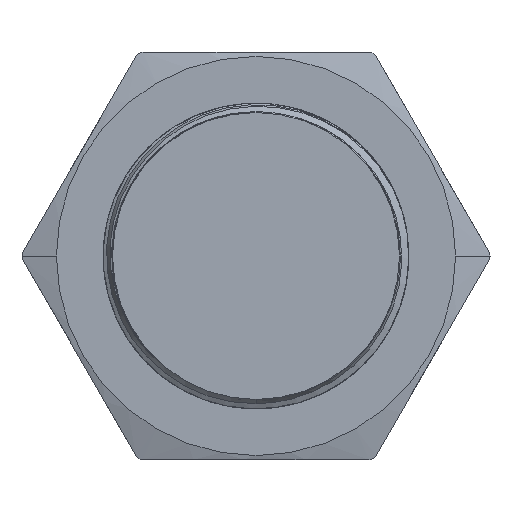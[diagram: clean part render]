
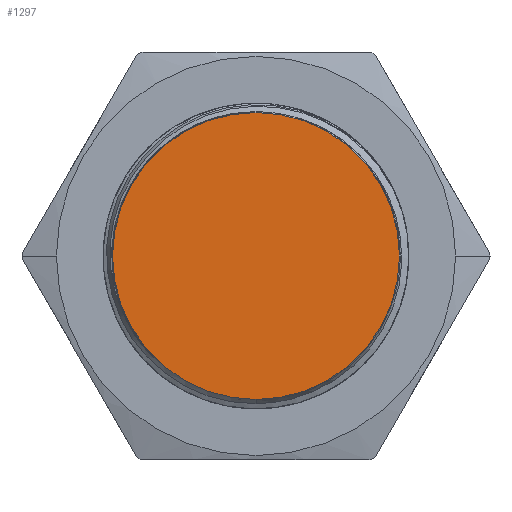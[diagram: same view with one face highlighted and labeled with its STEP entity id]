
A CAD part, front view. The second image highlights one B-rep face of the part: STEP entity #1297.
In plain terms, the highlighted planar face has unit normal (0, -1, 0).
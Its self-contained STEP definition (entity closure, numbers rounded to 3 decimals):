
#630=CIRCLE('',#14114,8.45);
#631=CIRCLE('',#14115,8.45);
#1297=ADVANCED_FACE('',(#2468),#1967,.F.);
#1967=PLANE('',#14116);
#2468=FACE_OUTER_BOUND('',#3176,.T.);
#3176=EDGE_LOOP('',(#7594,#7595));
#7594=ORIENTED_EDGE('',*,*,#11630,.F.);
#7595=ORIENTED_EDGE('',*,*,#11631,.F.);
#9774=VERTEX_POINT('',#21941);
#9775=VERTEX_POINT('',#21942);
#11630=EDGE_CURVE('',#9774,#9775,#630,.T.);
#11631=EDGE_CURVE('',#9775,#9774,#631,.T.);
#14114=AXIS2_PLACEMENT_3D('',#21940,#16436,#16437);
#14115=AXIS2_PLACEMENT_3D('',#21943,#16438,#16439);
#14116=AXIS2_PLACEMENT_3D('',#21944,#16440,#16441);
#16436=DIRECTION('',(0.,1.,0.));
#16437=DIRECTION('',(0.,0.,-1.));
#16438=DIRECTION('',(0.,1.,0.));
#16439=DIRECTION('',(0.,0.,1.));
#16440=DIRECTION('',(0.,1.,0.));
#16441=DIRECTION('',(-1.,0.,0.));
#21940=CARTESIAN_POINT('',(0.,-5.,0.));
#21941=CARTESIAN_POINT('',(0.,-5.,-8.45));
#21942=CARTESIAN_POINT('',(0.,-5.,8.45));
#21943=CARTESIAN_POINT('',(0.,-5.,0.));
#21944=CARTESIAN_POINT('',(-18.5,-5.,-16.075));
